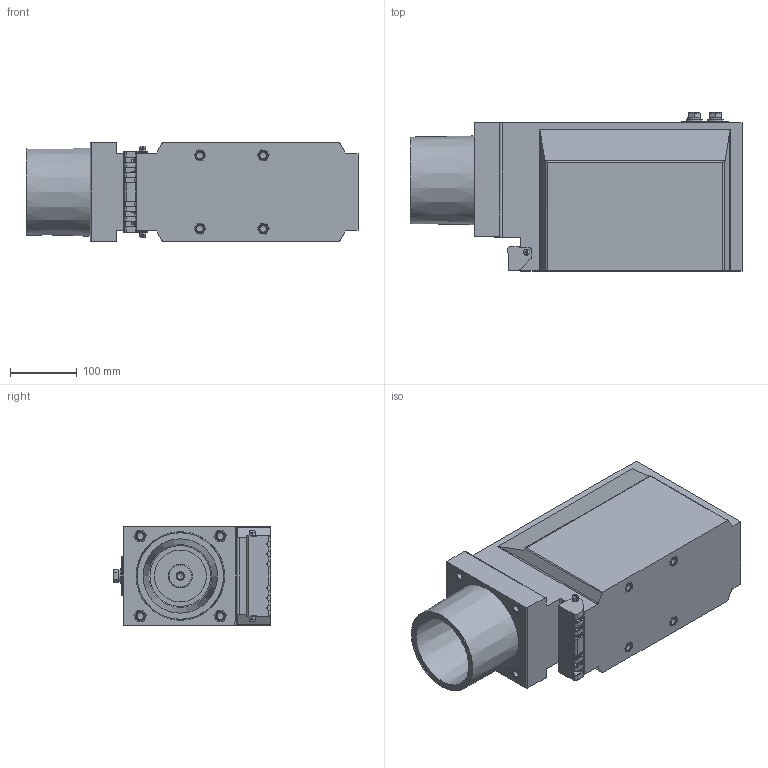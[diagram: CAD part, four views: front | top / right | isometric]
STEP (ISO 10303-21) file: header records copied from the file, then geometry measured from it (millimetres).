
FILE_DESCRIPTION(('STEP AP214'), '1');
FILE_NAME('ﾒﾋﾊ-ﾑﾒ-10-ﾒﾏﾋ1 (5ﾀ-1500ﾀ)', '2023-06-06T04:41:02', ('UNSPECIFIED'), ('UNSPECIFIED'), 'ASCON STEP Converter 1.3', 'ASCON Math Kernel', '');
FILE_SCHEMA(('AUTOMOTIVE_DESIGN { 1 0 10303 214 3 1 1}'));
Length unit declared in the file: millimetre
Products named in the file (17): 屡扔.758472.007-02; 屡扔.758472.015; 屡扔.757461.022-00
Assembly tree (48 placements, depth 3):
  (unnamed)
    (unnamed)
      (unnamed)
      (unnamed)  x8
      屡扔.758472.007-02  x6
      屡扔.758472.015  x2
      屡扔.757461.022-00
      (unnamed)
    (unnamed)
    (unnamed)  x2
    (unnamed)  x6
    (unnamed)  x6
    (unnamed)  x6
    (unnamed)  x2
    (unnamed)  x2
    (unnamed)  x2
    (unnamed)
Bounding box: 498 x 237 x 148 mm (x, y, z)
Volume: 11967680.3 mm3; surface area: 553264.6 mm2
Topology: 47 solids, 47 shells, 6575 faces, 18516 edges, 12297 vertices
Faces by surface type: plane 4137, cylinder 2315, cone 105, torus 18
Full cylindrical faces by diameter (mm): 2 x20, 4.134 x8, 5 x8, 5.3 x6, 5.5 x2, 6.5 x2, 9 x2, 9.5 x1, 10 x6, 10.106 x10, 10.9 x12, 12 x8, 12.5 x10, 13 x2, 15 x8, 20 x2, 24 x2, 36 x1, 55 x1, 65 x1, 78 x1, 129.649 x1
Entity records: 254376 total; most frequent: CARTESIAN_POINT 37685, ORIENTED_EDGE 35172, DIRECTION 34447, EDGE_CURVE 17586, LINE 13013, VECTOR 13013, VERTEX_POINT 11758, AXIS2_PLACEMENT_3D 10717
